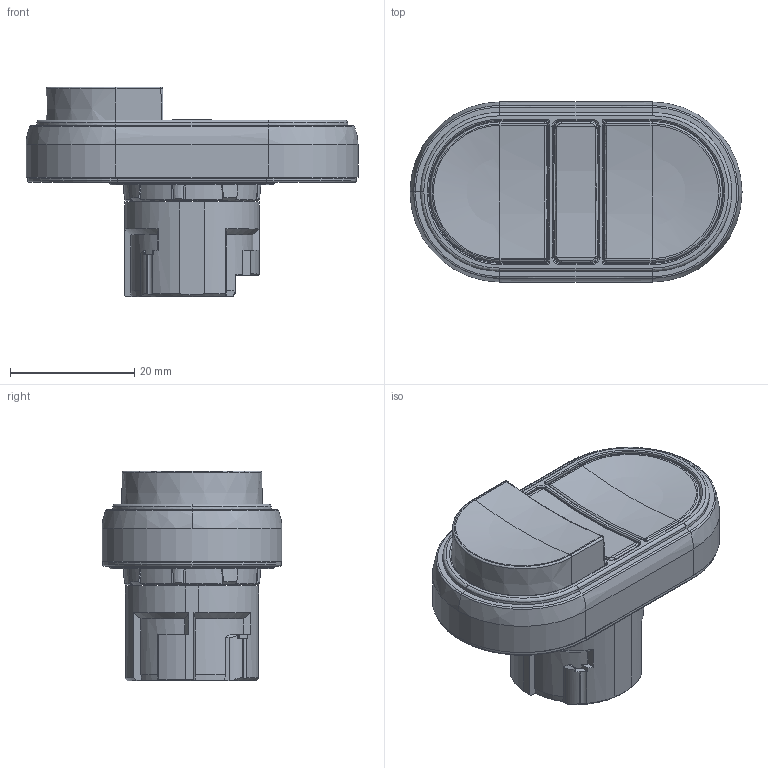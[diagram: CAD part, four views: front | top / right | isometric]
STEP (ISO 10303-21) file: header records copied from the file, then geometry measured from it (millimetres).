
FILE_DESCRIPTION(/* description */ (''),/* implementation_level */ '2;1');
FILE_NAME(/* name */ 'FILE_STP_CAD_DRAWING_3d_LPSB72_prt.stp',/* time_stamp */ '2021-09-08T13:53:49+02:00',/* author */ (''),/* organization */ (''),/* preprocessor_version */ 'ST-DEVELOPER v16.7',/* originating_system */ 'SIEMENS PLM Software NX 12.0',/* authorisation */ '');
FILE_SCHEMA (('AUTOMOTIVE_DESIGN { 1 0 10303 214 3 1 1 1 }'));
Length unit declared in the file: millimetre
Products named in the file (1): 3d_LPSB72
Bounding box: 53.5 x 29 x 33.8 mm (x, y, z)
Surface area: 11945.7 mm2 (no closed solid volume)
Topology: 0 solids, 12 shells, 466 faces, 1732 edges, 1252 vertices
Faces by surface type: plane 173, cylinder 107, cone 95, bspline 60, torus 21, sphere 10
Full cylindrical faces by diameter (mm): 2.5 x2, 2.54 x2, 3.7 x1, 26.4 x1, 27 x1
Entity records: 21524 total; most frequent: CARTESIAN_POINT 7453, DIRECTION 2913, ORIENTED_EDGE 2717, EDGE_CURVE 1687, VERTEX_POINT 1233, AXIS2_PLACEMENT_3D 1126, LINE 661, VECTOR 661
